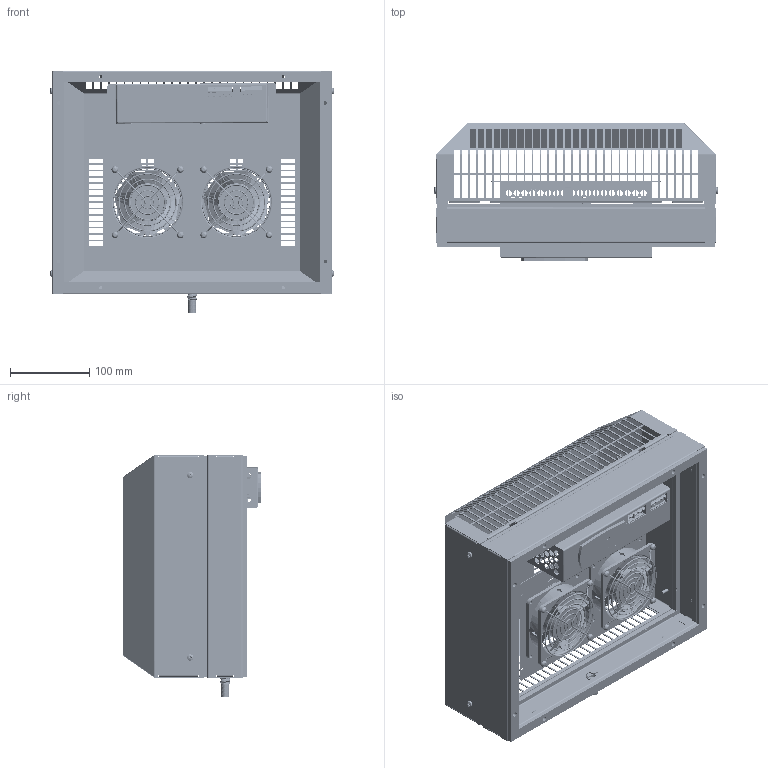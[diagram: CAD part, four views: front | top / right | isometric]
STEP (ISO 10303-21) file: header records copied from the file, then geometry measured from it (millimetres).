
FILE_DESCRIPTION((''),'2;1');
FILE_NAME('TG6105-IJ-COMPLETE_ASM_1_ASM','2023-09-20T15:13:21',('alexcam'),(''),'CREO PARAMETRIC BY PTC INC, 2018500','CREO PARAMETRIC BY PTC INC, 2018500','');
FILE_SCHEMA(('AUTOMOTIVE_DESIGN { 1 0 10303 214 1 1 1 1 }'));
Products named in the file (31): 3414NM_1; FINGER_GUARD_92X92_AXIAL_FAN_1; PLASTIC_RIVET_M4_X_6_5_ASMBLD_1; TG6105-SC-INT-DEFL_1; TG6105-INT-REDESIGN2023_ASM_1_ASM; TG6105-MODULE-REDESIGN2023_ASM__ASM; TG6105-SC-MOUNTING-INS-HOR_1; TG6105-SC-MOUNTING-INS-VERT_1; TG6105-SC-HOUSING_ASM_1_ASM; TG6105-IJ-CNTRLR-BKT_1; POPNUT_M4_HEX_OPEN_A2__1; TG6105-IJ-CNTRLR-BKT-MNF_ASM_1_ASM; CAREL-IJ_1; MC-PB7_62H04C-F_1; MC-RJ7_62H04P_1_2; MC-RJ7_62H04P_1_ASM; MC-7_62-4-PUSH-IN-ASSEMBLY_ASM__ASM; MC-PB5_08H05C-F_1; MC-5-5-PUSH-IN-ASSEMBLY_ASM_1_ASM; TG6105-IJ-CONTROLLER-BKT_ASM_1_ASM; TG6105-IJ-COVER_1; SCREW_DIN_7985-M4X10-A2_1; TG6105-IJ-COVER_ASM_1_ASM; TG6105-SC-DUCT-4PC-BTM_1; TG6105-SC-DUCT-4PC-SIDE_1; TG6105-SC-DUCT-4PC-TOP_1; POPNUT_M5_HEX_OPEN_A2_1; TG6105-SC-DUCT-4PC-MNF_ASM_1_ASM; WATERTRAY_DRAIN_FITTING_1; TG6105-SC-DUCT_ASM_1_ASM; TG6105-IJ-COMPLETE_ASM_1_ASM
Assembly tree (59 placements, depth 5):
  TG6105-IJ-COMPLETE_ASM_1_ASM
    TG6105-SC-HOUSING_ASM_1_ASM
      TG6105-MODULE-REDESIGN2023_ASM__ASM
        TG6105-INT-REDESIGN2023_ASM_1_ASM
          3414NM_1  x2
          FINGER_GUARD_92X92_AXIAL_FAN_1  x2
          PLASTIC_RIVET_M4_X_6_5_ASMBLD_1  x8
          TG6105-SC-INT-DEFL_1
      TG6105-SC-MOUNTING-INS-HOR_1  x2
      TG6105-SC-MOUNTING-INS-VERT_1  x2
    TG6105-IJ-CONTROLLER-BKT_ASM_1_ASM
      TG6105-IJ-CNTRLR-BKT-MNF_ASM_1_ASM
        TG6105-IJ-CNTRLR-BKT_1
        POPNUT_M4_HEX_OPEN_A2__1  x4
      CAREL-IJ_1
      MC-7_62-4-PUSH-IN-ASSEMBLY_ASM__ASM
        MC-PB7_62H04C-F_1
        MC-RJ7_62H04P_1_ASM
          MC-RJ7_62H04P_1_2
      MC-5-5-PUSH-IN-ASSEMBLY_ASM_1_ASM
        MC-PB5_08H05C-F_1
    TG6105-IJ-COVER_ASM_1_ASM
      TG6105-IJ-COVER_1
      SCREW_DIN_7985-M4X10-A2_1  x4
    TG6105-SC-DUCT_ASM_1_ASM
      TG6105-SC-DUCT-4PC-MNF_ASM_1_ASM
        TG6105-SC-DUCT-4PC-BTM_1
        TG6105-SC-DUCT-4PC-SIDE_1  x2
        TG6105-SC-DUCT-4PC-TOP_1
        POPNUT_M5_HEX_OPEN_A2_1  x8
      WATERTRAY_DRAIN_FITTING_1
      TG6105-SC-MOUNTING-INS-HOR_1  x2
      TG6105-SC-MOUNTING-INS-VERT_1  x2
Bounding box: 358.59 x 174.4 x 305 mm (x, y, z)
Volume: 819722 mm3; surface area: 893000.8 mm2
Topology: 48 solids, 62 shells, 5275 faces, 14544 edges, 9322 vertices
Faces by surface type: plane 3416, cylinder 1188, cone 265, torus 210, bspline 124, extrusion 64, sphere 8
Entity records: 182920 total; most frequent: CARTESIAN_POINT 41167, ORIENTED_EDGE 23126, DIRECTION 21408, EDGE_CURVE 11563, PRESENTATION_STYLE_ASSIGNMENT 9087, STYLED_ITEM 9034, VECTOR 8508, LINE 8444
